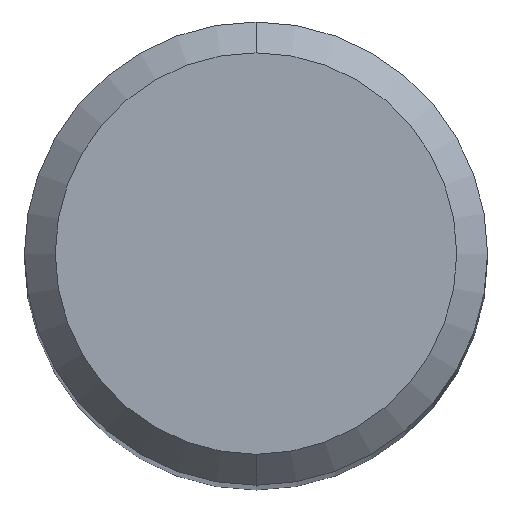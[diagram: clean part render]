
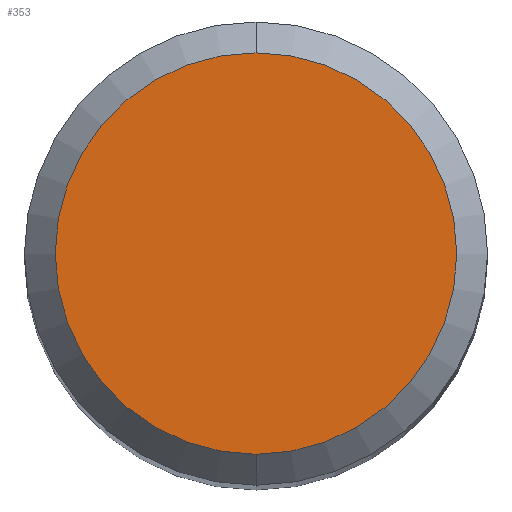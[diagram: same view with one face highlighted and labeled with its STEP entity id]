
A CAD part, top view. The second image highlights one B-rep face of the part: STEP entity #353.
In plain terms, the highlighted planar face has unit normal (0, 0, 1).
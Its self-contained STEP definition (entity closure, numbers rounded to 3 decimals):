
#269=VERTEX_POINT('',#592);
#321=VERTEX_POINT('',#650);
#337=EDGE_CURVE('',#269,#321,#667,.T.);
#353=ADVANCED_FACE('',(#683),#684,.T.);
#393=EDGE_CURVE('',#321,#269,#732,.T.);
#592=CARTESIAN_POINT('',(0.,-2.6,0.0));
#650=CARTESIAN_POINT('',(0.0,2.6,0.0));
#667=CIRCLE('',#1178,2.6);
#683=FACE_OUTER_BOUND('',#1227,.T.);
#684=PLANE('',#1228);
#732=CIRCLE('',#1335,2.6);
#1178=AXIS2_PLACEMENT_3D('',#1654,#1655,#1656);
#1227=EDGE_LOOP('',(#1661,#1662));
#1228=AXIS2_PLACEMENT_3D('',#1663,#1664,#1665);
#1335=AXIS2_PLACEMENT_3D('',#1744,#1745,#1746);
#1654=CARTESIAN_POINT('',(0.0,0.0,0.0));
#1655=DIRECTION('',(0.0,0.0,-1.0));
#1656=DIRECTION('',(0.0,1.0,0.0));
#1661=ORIENTED_EDGE('',*,*,#393,.F.);
#1662=ORIENTED_EDGE('',*,*,#337,.F.);
#1663=CARTESIAN_POINT('',(0.0,1.3,0.0));
#1664=DIRECTION('',(-0.0,0.0,1.0));
#1665=DIRECTION('',(0.0,-1.0,0.0));
#1744=CARTESIAN_POINT('',(0.0,0.0,0.0));
#1745=DIRECTION('',(0.0,0.0,-1.0));
#1746=DIRECTION('',(0.0,1.0,0.0));
